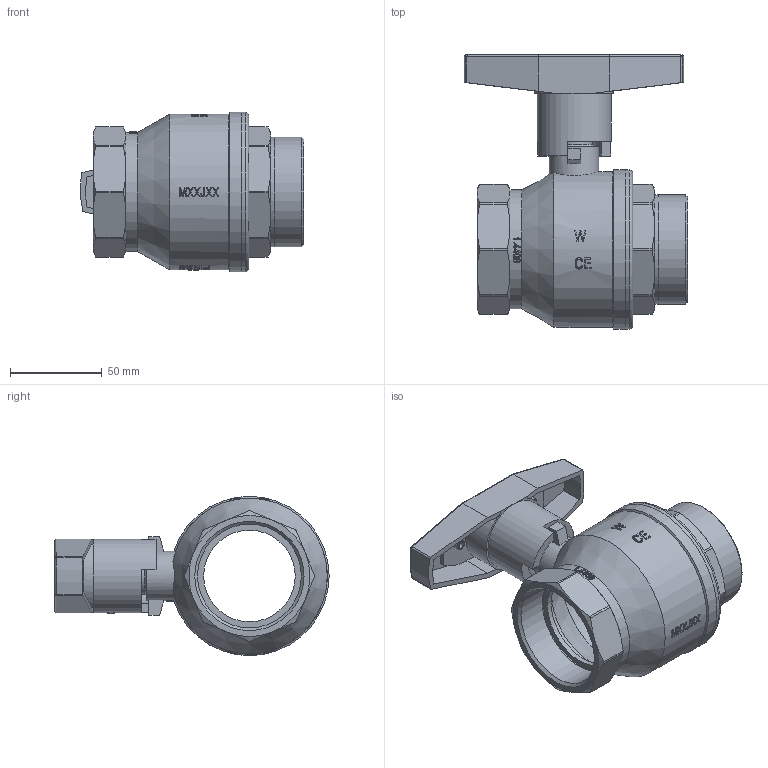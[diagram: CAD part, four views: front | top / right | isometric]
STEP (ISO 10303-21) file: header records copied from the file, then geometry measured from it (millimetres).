
FILE_DESCRIPTION(/* description */ ('Unknown','CAx-IF Rec.Pracs.---Representation and Presentation of Product Manufacturing Information (PMI)---4.0---2014-10-13','CAx-IF Rec.Pracs.---3D Tessellated Geometry---0.4---2014-09-14','2;1'),/* implementation_level */ '2;1');
FILE_NAME(/* name */ '9371-09',/* time_stamp */ '2024-02-19T12:06:50+01:00',/* author */ ('Unknown'),/* organization */ ('Unknown'),/* preprocessor_version */ 'ST-DEVELOPER v18.102',/* originating_system */ 'Solid Edge',/* authorisation */ 'Unknown');
FILE_SCHEMA (('PROCESS_PLANNING_SCHEMA','AP242_MANAGED_MODEL_BASED_3D_ENGINEERING_MIM_LF { 1 0 10303 442 1 1 4 }'));
Length unit declared in the file: millimetre
Products named in the file (13): 9371-09; Assem1_oa_0; Kvrper-2; Stopfbuchse-1-1_4-2; Spindeldichtung__1-1_4_-_2; Dichtung_Eischraubteil-Kvrper__2; Einschraubteil-2; Spindel-Zusammanbau__2_oa_1; Spindel__2; T-Griff 2; Abdeckkappe-2_neutral; T-Griff-Al-2-a; Befestigungsschraube
Assembly tree (12 placements, depth 4):
  9371-09
    Assem1_oa_0
      Kvrper-2
      Stopfbuchse-1-1_4-2
      Spindeldichtung__1-1_4_-_2
      Dichtung_Eischraubteil-Kvrper__2
      Einschraubteil-2
      Spindel-Zusammanbau__2_oa_1
        Spindel__2
    T-Griff 2
      Abdeckkappe-2_neutral
      T-Griff-Al-2-a
      Befestigungsschraube
Bounding box: 121.92 x 149.71 x 87 mm (x, y, z)
Volume: 218298.1 mm3; surface area: 110393.3 mm2
Topology: 9 solids, 10 shells, 1061 faces, 2883 edges, 1895 vertices
Faces by surface type: plane 874, cylinder 119, cone 58, torus 5, sphere 5
Full cylindrical faces by diameter (mm): 3.4 x2, 5.3 x4, 12 x1, 14 x3, 14.5 x1, 18 x1, 19 x1, 20 x2, 20.3 x1, 20.5 x1, 22 x1, 26.5 x1, 27 x1, 30.4 x1, 40.4 x1, 50 x2, 56.656 x2, 59.614 x2, 60 x2, 65 x1, 76.5 x1, 78 x2, 80.5 x1, 82 x1, 82.2 x1, 85 x1, 87 x2
Entity records: 40469 total; most frequent: CARTESIAN_POINT 6721, DIRECTION 6281, ORIENTED_EDGE 5586, EDGE_CURVE 2793, AXIS2_PLACEMENT_3D 2495, VERTEX_POINT 1870, LINE 1291, VECTOR 1291
